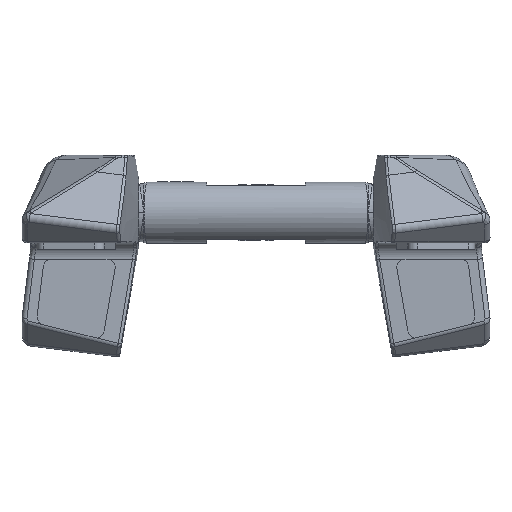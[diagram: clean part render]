
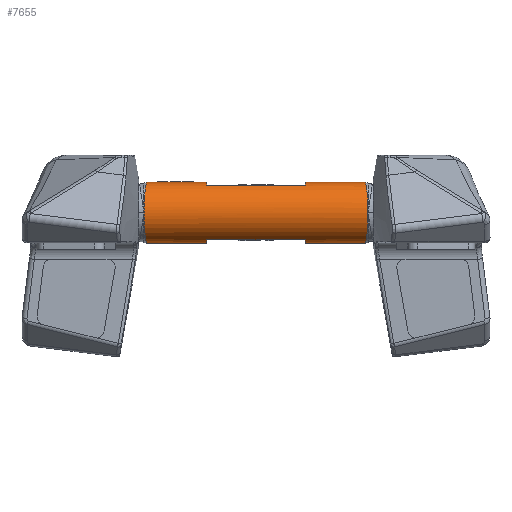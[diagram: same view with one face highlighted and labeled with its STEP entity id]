
A CAD part, front view. The second image highlights one B-rep face of the part: STEP entity #7655.
In plain terms, the highlighted cylindrical face has radius 18.5 mm (diameter 37 mm), a partial arc.
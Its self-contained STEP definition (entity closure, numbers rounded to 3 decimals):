
#242=CARTESIAN_POINT('',(68.103,0.,76.));
#243=CARTESIAN_POINT('',(68.103,0.743,76.));
#244=CARTESIAN_POINT('',(68.094,2.228,75.91));
#245=CARTESIAN_POINT('',(68.053,4.424,75.509));
#246=CARTESIAN_POINT('',(67.985,6.558,74.847));
#247=CARTESIAN_POINT('',(67.891,8.597,73.932));
#248=CARTESIAN_POINT('',(67.773,10.512,72.778));
#249=CARTESIAN_POINT('',(67.632,12.275,71.401));
#250=CARTESIAN_POINT('',(67.47,13.862,69.82));
#251=CARTESIAN_POINT('',(67.289,15.247,68.058));
#252=CARTESIAN_POINT('',(67.092,16.41,66.14));
#253=CARTESIAN_POINT('',(66.882,17.333,64.095));
#254=CARTESIAN_POINT('',(66.663,18.003,61.952));
#255=CARTESIAN_POINT('',(66.436,18.409,59.743));
#256=CARTESIAN_POINT('',(66.283,18.5,58.248));
#257=CARTESIAN_POINT('',(66.206,18.5,57.5));
#259=CARTESIAN_POINT('',(68.103,0.,76.));
#260=CARTESIAN_POINT('',(68.103,-0.743,76.));
#261=CARTESIAN_POINT('',(68.094,-2.228,75.91));
#262=CARTESIAN_POINT('',(68.053,-4.424,75.509));
#263=CARTESIAN_POINT('',(67.985,-6.558,74.847));
#264=CARTESIAN_POINT('',(67.891,-8.597,73.932));
#265=CARTESIAN_POINT('',(67.773,-10.512,72.778));
#266=CARTESIAN_POINT('',(67.632,-12.275,71.401));
#267=CARTESIAN_POINT('',(67.47,-13.862,69.82));
#268=CARTESIAN_POINT('',(67.289,-15.247,68.058));
#269=CARTESIAN_POINT('',(67.092,-16.41,66.14));
#270=CARTESIAN_POINT('',(66.882,-17.333,64.095));
#271=CARTESIAN_POINT('',(66.663,-18.003,61.952));
#272=CARTESIAN_POINT('',(66.436,-18.409,59.743));
#273=CARTESIAN_POINT('',(66.283,-18.5,58.248));
#274=CARTESIAN_POINT('',(66.206,-18.5,57.5));
#276=DIRECTION('',(1.,0.,0.));
#277=VECTOR('',#276,36.206);
#278=CARTESIAN_POINT('',(30.,-18.5,57.5));
#279=LINE('',#278,#277);
#280=CARTESIAN_POINT('',(30.,0.,57.5));
#281=DIRECTION('',(-1.,0.,0.));
#282=DIRECTION('',(0.,-1.,0.));
#283=AXIS2_PLACEMENT_3D('',#280,#281,#282);
#285=DIRECTION('',(1.,0.,0.));
#286=VECTOR('',#285,60.);
#287=CARTESIAN_POINT('',(-30.,-16.5,65.867));
#288=LINE('',#287,#286);
#289=CARTESIAN_POINT('',(-30.,0.,57.5));
#290=DIRECTION('',(-1.,0.,0.));
#291=DIRECTION('',(0.,-1.,0.));
#292=AXIS2_PLACEMENT_3D('',#289,#290,#291);
#294=DIRECTION('',(1.,0.,0.));
#295=VECTOR('',#294,36.206);
#296=CARTESIAN_POINT('',(-66.206,-18.5,57.5));
#297=LINE('',#296,#295);
#298=CARTESIAN_POINT('',(-66.206,-18.5,57.5));
#299=CARTESIAN_POINT('',(-66.283,-18.5,58.248));
#300=CARTESIAN_POINT('',(-66.436,-18.409,59.743));
#301=CARTESIAN_POINT('',(-66.663,-18.003,61.952));
#302=CARTESIAN_POINT('',(-66.882,-17.333,64.095));
#303=CARTESIAN_POINT('',(-67.092,-16.41,66.14));
#304=CARTESIAN_POINT('',(-67.289,-15.247,68.058));
#305=CARTESIAN_POINT('',(-67.47,-13.862,69.82));
#306=CARTESIAN_POINT('',(-67.632,-12.275,71.401));
#307=CARTESIAN_POINT('',(-67.773,-10.512,72.778));
#308=CARTESIAN_POINT('',(-67.891,-8.597,73.932));
#309=CARTESIAN_POINT('',(-67.985,-6.558,74.847));
#310=CARTESIAN_POINT('',(-68.053,-4.424,75.509));
#311=CARTESIAN_POINT('',(-68.094,-2.228,75.91));
#312=CARTESIAN_POINT('',(-68.103,-0.743,
76.));
#313=CARTESIAN_POINT('',(-68.103,0.,76.));
#315=CARTESIAN_POINT('',(-66.206,18.5,57.5));
#316=CARTESIAN_POINT('',(-66.283,18.5,58.248));
#317=CARTESIAN_POINT('',(-66.436,18.409,59.743));
#318=CARTESIAN_POINT('',(-66.663,18.003,61.952));
#319=CARTESIAN_POINT('',(-66.882,17.333,64.095));
#320=CARTESIAN_POINT('',(-67.092,16.41,66.14));
#321=CARTESIAN_POINT('',(-67.289,15.247,68.058));
#322=CARTESIAN_POINT('',(-67.47,13.862,69.82));
#323=CARTESIAN_POINT('',(-67.632,12.275,71.401));
#324=CARTESIAN_POINT('',(-67.773,10.512,72.778));
#325=CARTESIAN_POINT('',(-67.891,8.597,73.932));
#326=CARTESIAN_POINT('',(-67.985,6.558,74.847));
#327=CARTESIAN_POINT('',(-68.053,4.424,75.509));
#328=CARTESIAN_POINT('',(-68.094,2.228,75.91));
#329=CARTESIAN_POINT('',(-68.103,0.743,76.));
#330=CARTESIAN_POINT('',(-68.103,0.,76.));
#332=DIRECTION('',(1.,0.,0.));
#333=VECTOR('',#332,36.206);
#334=CARTESIAN_POINT('',(-66.206,18.5,57.5));
#335=LINE('',#334,#333);
#336=CARTESIAN_POINT('',(-30.,0.,57.5));
#337=DIRECTION('',(1.,0.,0.));
#338=DIRECTION('',(0.,1.,0.));
#339=AXIS2_PLACEMENT_3D('',#336,#337,#338);
#341=DIRECTION('',(1.,0.,0.));
#342=VECTOR('',#341,60.);
#343=CARTESIAN_POINT('',(-30.,16.5,65.867));
#344=LINE('',#343,#342);
#345=CARTESIAN_POINT('',(30.,0.,57.5));
#346=DIRECTION('',(1.,0.,0.));
#347=DIRECTION('',(0.,1.,0.));
#348=AXIS2_PLACEMENT_3D('',#345,#346,#347);
#350=DIRECTION('',(1.,0.,0.));
#351=VECTOR('',#350,36.206);
#352=CARTESIAN_POINT('',(30.,18.5,57.5));
#353=LINE('',#352,#351);
#5773=CARTESIAN_POINT('',(30.,16.5,65.867));
#5775=VERTEX_POINT('',#5773);
#5777=CARTESIAN_POINT('',(-30.,16.5,65.867));
#5779=VERTEX_POINT('',#5777);
#5827=CARTESIAN_POINT('',(30.,18.5,57.5));
#5829=VERTEX_POINT('',#5827);
#5831=CARTESIAN_POINT('',(-30.,18.5,57.5));
#5833=VERTEX_POINT('',#5831);
#5900=CARTESIAN_POINT('',(30.,-18.5,57.5));
#5902=VERTEX_POINT('',#5900);
#5904=CARTESIAN_POINT('',(-30.,-18.5,57.5));
#5906=VERTEX_POINT('',#5904);
#5910=CARTESIAN_POINT('',(-30.,-16.5,65.867));
#5911=CARTESIAN_POINT('',(30.,-16.5,65.867));
#5912=VERTEX_POINT('',#5910);
#5913=VERTEX_POINT('',#5911);
#6198=CARTESIAN_POINT('',(68.103,0.,76.));
#6199=VERTEX_POINT('',#6198);
#6202=CARTESIAN_POINT('',(-68.103,0.,76.));
#6203=VERTEX_POINT('',#6202);
#6205=CARTESIAN_POINT('',(-66.206,18.5,57.5));
#6207=VERTEX_POINT('',#6205);
#6267=CARTESIAN_POINT('',(66.206,18.5,57.5));
#6268=VERTEX_POINT('',#6267);
#6294=CARTESIAN_POINT('',(-66.206,-18.5,
57.5));
#6296=VERTEX_POINT('',#6294);
#6356=CARTESIAN_POINT('',(66.206,-18.5,57.5));
#6357=VERTEX_POINT('',#6356);
#7621=CARTESIAN_POINT('',(-132.967,0.,57.5));
#7622=DIRECTION('',(1.,0.,0.));
#7623=DIRECTION('',(0.,1.,0.));
#7624=AXIS2_PLACEMENT_3D('',#7621,#7622,#7623);
#7625=CYLINDRICAL_SURFACE('',#7624,18.5);
#7626=ORIENTED_EDGE('',*,*,#7613,.F.);
#7628=ORIENTED_EDGE('',*,*,#7627,.T.);
#7630=ORIENTED_EDGE('',*,*,#7629,.F.);
#7632=ORIENTED_EDGE('',*,*,#7631,.T.);
#7634=ORIENTED_EDGE('',*,*,#7633,.F.);
#7636=ORIENTED_EDGE('',*,*,#7635,.F.);
#7638=ORIENTED_EDGE('',*,*,#7637,.F.);
#7640=ORIENTED_EDGE('',*,*,#7639,.T.);
#7642=ORIENTED_EDGE('',*,*,#7641,.F.);
#7644=ORIENTED_EDGE('',*,*,#7643,.T.);
#7646=ORIENTED_EDGE('',*,*,#7645,.T.);
#7648=ORIENTED_EDGE('',*,*,#7647,.T.);
#7650=ORIENTED_EDGE('',*,*,#7649,.F.);
#7652=ORIENTED_EDGE('',*,*,#7651,.T.);
#7653=EDGE_LOOP('',(#7626,#7628,#7630,#7632,#7634,#7636,#7638,#7640,#7642,#7644,
#7646,#7648,#7650,#7652));
#7654=FACE_OUTER_BOUND('',#7653,.F.);
#7655=ADVANCED_FACE('',(#7654),#7625,.T.);
#258=B_SPLINE_CURVE_WITH_KNOTS('',3,(#242,#243,#244,#245,#246,#247,#248,#249,
#250,#251,#252,#253,#254,#255,#256,#257),.UNSPECIFIED.,.F.,.F.,(4,1,1,1,1,1,1,1,
1,1,1,1,1,4),(0.,0.077,0.154,0.231,
0.308,0.385,0.462,0.538,
0.615,0.692,0.769,0.846,
0.923,1.),.UNSPECIFIED.);
#275=B_SPLINE_CURVE_WITH_KNOTS('',3,(#259,#260,#261,#262,#263,#264,#265,#266,
#267,#268,#269,#270,#271,#272,#273,#274),.UNSPECIFIED.,.F.,.F.,(4,1,1,1,1,1,1,1,
1,1,1,1,1,4),(0.,0.077,0.154,0.231,
0.308,0.385,0.462,0.538,
0.615,0.692,0.769,0.846,
0.923,1.),.UNSPECIFIED.);
#284=CIRCLE('',#283,18.5);
#293=CIRCLE('',#292,18.5);
#314=B_SPLINE_CURVE_WITH_KNOTS('',3,(#298,#299,#300,#301,#302,#303,#304,#305,
#306,#307,#308,#309,#310,#311,#312,#313),.UNSPECIFIED.,.F.,.F.,(4,1,1,1,1,1,1,1,
1,1,1,1,1,4),(0.,0.077,0.154,0.231,
0.308,0.385,0.462,0.538,
0.615,0.692,0.769,0.846,
0.923,1.),.UNSPECIFIED.);
#331=B_SPLINE_CURVE_WITH_KNOTS('',3,(#315,#316,#317,#318,#319,#320,#321,#322,
#323,#324,#325,#326,#327,#328,#329,#330),.UNSPECIFIED.,.F.,.F.,(4,1,1,1,1,1,1,1,
1,1,1,1,1,4),(0.,0.077,0.154,0.231,
0.308,0.385,0.462,0.538,
0.615,0.692,0.769,0.846,
0.923,1.),.UNSPECIFIED.);
#340=CIRCLE('',#339,18.5);
#349=CIRCLE('',#348,18.5);
#7613=EDGE_CURVE('',#6199,#6268,#258,.T.);
#7627=EDGE_CURVE('',#6199,#6357,#275,.T.);
#7629=EDGE_CURVE('',#5902,#6357,#279,.T.);
#7631=EDGE_CURVE('',#5902,#5913,#284,.T.);
#7633=EDGE_CURVE('',#5912,#5913,#288,.T.);
#7635=EDGE_CURVE('',#5906,#5912,#293,.T.);
#7637=EDGE_CURVE('',#6296,#5906,#297,.T.);
#7639=EDGE_CURVE('',#6296,#6203,#314,.T.);
#7641=EDGE_CURVE('',#6207,#6203,#331,.T.);
#7643=EDGE_CURVE('',#6207,#5833,#335,.T.);
#7645=EDGE_CURVE('',#5833,#5779,#340,.T.);
#7647=EDGE_CURVE('',#5779,#5775,#344,.T.);
#7649=EDGE_CURVE('',#5829,#5775,#349,.T.);
#7651=EDGE_CURVE('',#5829,#6268,#353,.T.);
